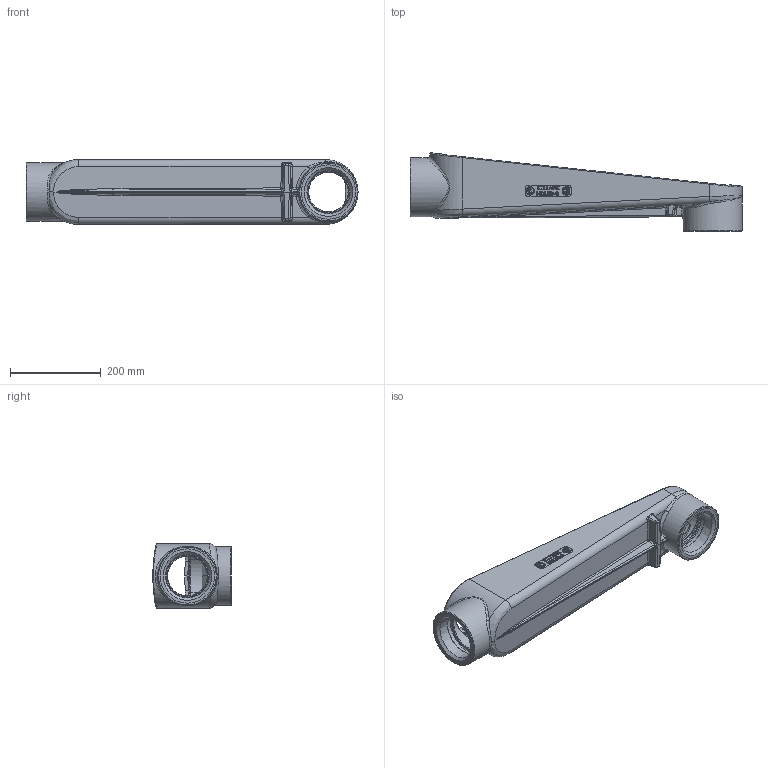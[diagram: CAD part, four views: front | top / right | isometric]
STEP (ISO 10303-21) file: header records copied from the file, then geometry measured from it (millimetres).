
FILE_DESCRIPTION(/* description */ (''),/* implementation_level */ '2;1');
FILE_NAME(/* name */ '21030-2.stp',/* time_stamp */ '2020-05-28T14:26:41+06:00',/* author */ ('lsugumaran'),/* organization */ (''),/* preprocessor_version */ 'ST-DEVELOPER v18',/* originating_system */ 'Autodesk Inventor 2020',/* authorisation */ '');
FILE_SCHEMA (('AUTOMOTIVE_DESIGN { 1 0 10303 214 3 1 1 }'));
Length unit declared in the file: inch
Products named in the file (1): 21030-2
Bounding box: 732.63 x 173.32 x 142.88 mm (x, y, z)
Volume: 2414148.4 mm3; surface area: 530877.5 mm2
Topology: 1 solids, 1 shells, 856 faces, 2183 edges, 1360 vertices
Faces by surface type: bspline 340, plane 300, cylinder 152, cone 40, sphere 14, torus 10
Full cylindrical faces by diameter (mm): 6.401 x6, 87.579 x2, 101.879 x2, 130.175 x2
Entity records: 38212 total; most frequent: CARTESIAN_POINT 19347, ORIENTED_EDGE 4334, DIRECTION 3191, EDGE_CURVE 2167, VERTEX_POINT 1361, AXIS2_PLACEMENT_3D 1122, LINE 947, VECTOR 947
